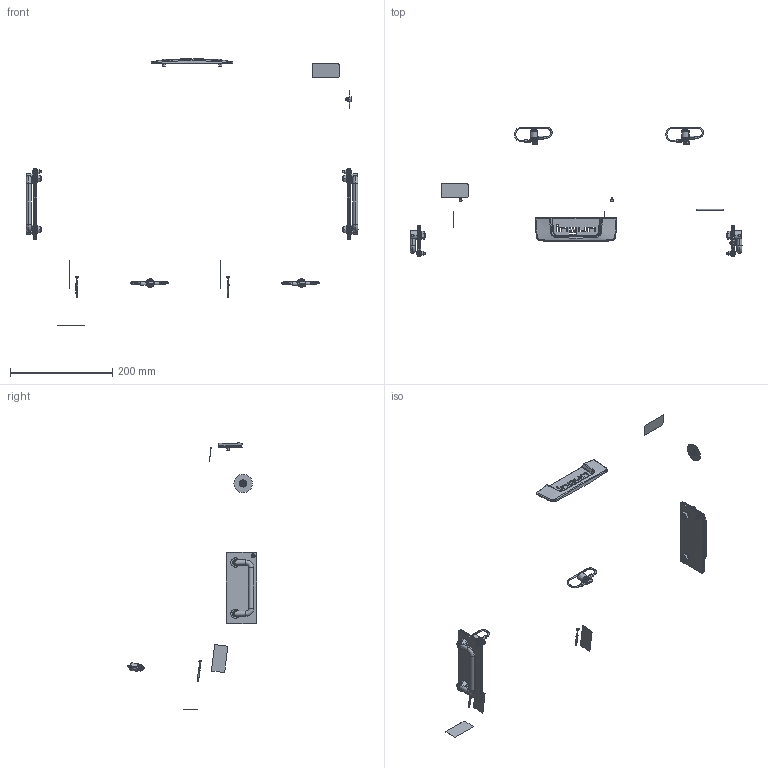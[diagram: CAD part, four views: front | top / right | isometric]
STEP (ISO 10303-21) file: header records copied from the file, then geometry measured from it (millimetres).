
FILE_DESCRIPTION (( 'STEP AP214' ), '1' );
FILE_NAME ('113081~0.STEP', '2021-11-18T11:07:42', ( '' ), ( '' ), 'SwSTEP 2.0', 'SolidWorks 2018', '' );
FILE_SCHEMA (( 'AUTOMOTIVE_DESIGN' ));
Length unit declared in the file: millimetre
Products named in the file (35): 18616~0_S; 14849_02~0_S; 113081~0; 2526~0; 3283~0; KS-113-Master~-k-s_KS-113 23; DIN985-A2~n_M04,0; GKS-414-0007~-g-k-s_S; 46893~0_ESD <S>; 48215~3_S; ISO7380~n_M04,0x016; 41841~0_S; 110513~0_S; 109768~1_mit_Loch<S>; 48212~0_S; 48214~0_S; DS-103-Master~-d-s_DS-103 03; 110222~0_detailliert <S>; DIN934~n_M03,0; DIN7991~n_M03,0x008 VA; 110222~0_S; ISO7380~n_M03,0x008; DIN7991~n_M03,0x012; 113032~0_detailliert <S>; 19057-01~0; 19057~0_ESD <Standard>; 19057_04~0; 19141~0_S; 47715~0_FB-ESD-MAxx13<S>; K_28778_02~0; 46224~0_ESD Parkposition<S>; 48213~0_S; 5015~0; 9286~0; 15152~0_S
Assembly tree (55 placements, depth 4):
  113081~0
    GKS-414-0007~-g-k-s_S  x2
    KS-113-Master~-k-s_KS-113 23  x2
    DS-103-Master~-d-s_DS-103 03  x2
    5015~0  x4
    41841~0_S
    48215~3_S  x2
      48214~0_S
      48212~0_S
      48213~0_S
      DIN7991~n_M03,0x008 VA
      DIN7991~n_M03,0x012
      3283~0
      46224~0_ESD Parkposition<S>
        19141~0_S  x2
        14849_02~0_S
      18616~0_S
      15152~0_S
    110513~0_S
      109768~1_mit_Loch<S>
      48212~0_S
      ISO7380~n_M03,0x008
      2526~0
      110222~0_S
      9286~0
      DIN934~n_M03,0
    47715~0_FB-ESD-MAxx13<S>
      19057~0_ESD <Standard>  x2
        19057-01~0
        K_28778_02~0
        19057_04~0
      46893~0_ESD <S>  x4
    110222~0_detailliert <S>  x2
    113032~0_detailliert <S>  x4
    ISO7380~n_M04,0x016  x2
    DIN985-A2~n_M04,0  x2
Bounding box: 649.6 x 253.61 x 521.9 mm (x, y, z)
Volume: 140883.8 mm3; surface area: 139103.3 mm2
Topology: 78 solids, 78 shells, 2155 faces, 5631 edges, 3643 vertices
Faces by surface type: plane 587, cylinder 553, bspline 553, cone 412, torus 50
Entity records: 42728 total; most frequent: CARTESIAN_POINT 18720, ORIENTED_EDGE 4938, DIRECTION 4223, EDGE_CURVE 2469, AXIS2_PLACEMENT_3D 1690, VERTEX_POINT 1597, EDGE_LOOP 1018, FACE_OUTER_BOUND 949
